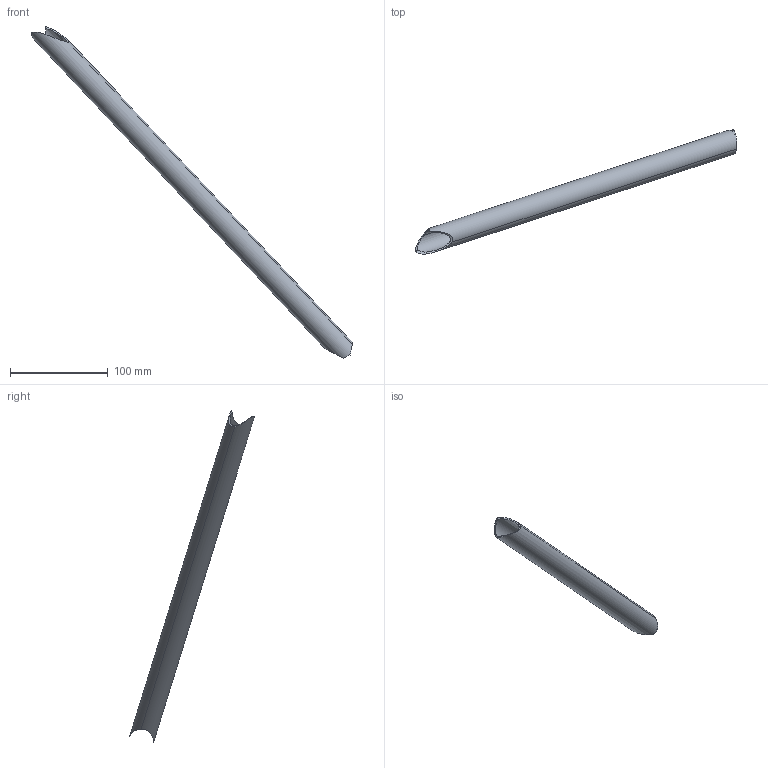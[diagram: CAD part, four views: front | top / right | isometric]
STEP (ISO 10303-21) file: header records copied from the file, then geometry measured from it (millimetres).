
FILE_DESCRIPTION(('STEP AP214'),'1');
FILE_NAME('11.stp','2018-02-08T14:50:26',(' '),(' '),'Spatial InterOp 3D',' ',' ');
FILE_SCHEMA(('automotive_design'));
Length unit declared in the file: metre
Products named in the file (2): Corps1; 1
Bounding box: 328.21 x 127.47 x 339.14 mm (x, y, z)
Volume: 49558.1 mm3; surface area: 66528.9 mm2
Topology: 1 solids, 1 shells, 16 faces, 49 edges, 34 vertices
Faces by surface type: cylinder 10, extrusion 6
Entity records: 1444 total; most frequent: CARTESIAN_POINT 873, ORIENTED_EDGE 96, DIRECTION 56, EDGE_CURVE 48, B_SPLINE_CURVE_WITH_KNOTS 37, VERTEX_POINT 32, AXIS2_PLACEMENT_3D 20, STYLED_ITEM 19
